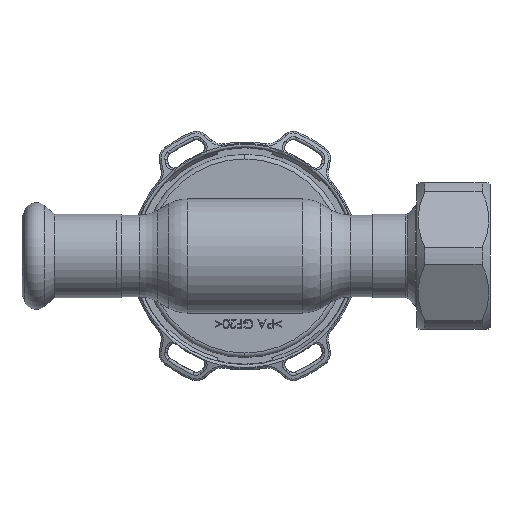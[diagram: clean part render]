
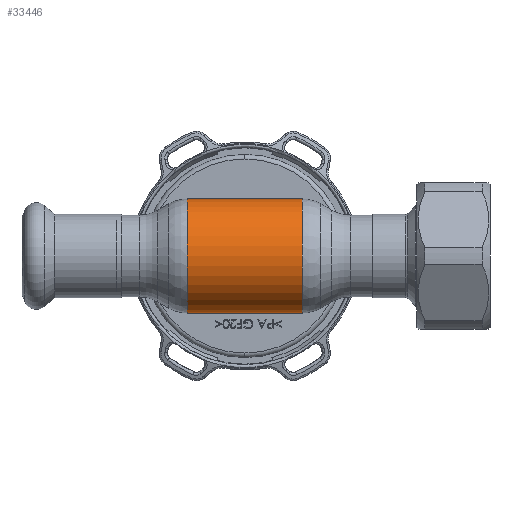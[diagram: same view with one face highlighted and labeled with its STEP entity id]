
A CAD part, front view. The second image highlights one B-rep face of the part: STEP entity #33446.
In plain terms, the highlighted cylindrical face has radius 12.5 mm (diameter 25 mm), a partial arc.
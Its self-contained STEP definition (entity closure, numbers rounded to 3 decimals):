
#962 = CARTESIAN_POINT ( 'NONE',  ( -62.69, 0., 0. ) ) ;
#1089 = LINE ( 'NONE', #12928, #13165 ) ;
#1938 = CARTESIAN_POINT ( 'NONE',  ( -12.606, 0., -12.5 ) ) ;
#2298 = VECTOR ( 'NONE', #16736, 1000. ) ;
#2877 = EDGE_CURVE ( 'NONE', #30020, #29513, #34108, .T. ) ;
#3129 = CARTESIAN_POINT ( 'NONE',  ( -12.606, 0., 12.5 ) ) ;
#5055 = LINE ( 'NONE', #10063, #2298 ) ;
#6457 = DIRECTION ( 'NONE',  ( 0., 0., 1. ) ) ;
#9534 = EDGE_CURVE ( 'NONE', #35452, #26029, #34080, .T. ) ;
#10063 = CARTESIAN_POINT ( 'NONE',  ( -62.69, 0., -12.5 ) ) ;
#12842 = ORIENTED_EDGE ( 'NONE', *, *, #9534, .T. ) ;
#12928 = CARTESIAN_POINT ( 'NONE',  ( -62.69, 0., 12.5 ) ) ;
#13165 = VECTOR ( 'NONE', #18886, 1000. ) ;
#13867 = AXIS2_PLACEMENT_3D ( 'NONE', #962, #36436, #15693 ) ;
#14504 = EDGE_CURVE ( 'NONE', #26029, #29513, #1089, .T. ) ;
#15693 = DIRECTION ( 'NONE',  ( 0., 0., 1. ) ) ;
#16574 = ORIENTED_EDGE ( 'NONE', *, *, #2877, .F. ) ;
#16736 = DIRECTION ( 'NONE',  ( -1., 0., 0. ) ) ;
#18886 = DIRECTION ( 'NONE',  ( -1., 0., 0. ) ) ;
#19262 = AXIS2_PLACEMENT_3D ( 'NONE', #24189, #35896, #21316 ) ;
#21316 = DIRECTION ( 'NONE',  ( 0., 0., 1. ) ) ;
#23721 = CARTESIAN_POINT ( 'NONE',  ( 12.606, 0., 12.5 ) ) ;
#24189 = CARTESIAN_POINT ( 'NONE',  ( 12.606, 0., 0. ) ) ;
#24286 = CARTESIAN_POINT ( 'NONE',  ( -12.606, 0., 0. ) ) ;
#24734 = CYLINDRICAL_SURFACE ( 'NONE', #13867, 12.5 ) ;
#26029 = VERTEX_POINT ( 'NONE', #23721 ) ;
#26774 = DIRECTION ( 'NONE',  ( -1., 0., 0. ) ) ;
#27221 = FACE_OUTER_BOUND ( 'NONE', #31437, .T. ) ;
#29513 = VERTEX_POINT ( 'NONE', #3129 ) ;
#30020 = VERTEX_POINT ( 'NONE', #1938 ) ;
#30630 = ORIENTED_EDGE ( 'NONE', *, *, #14504, .T. ) ;
#31437 = EDGE_LOOP ( 'NONE', ( #32485, #12842, #30630, #16574 ) ) ;
#31667 = AXIS2_PLACEMENT_3D ( 'NONE', #24286, #26774, #6457 ) ;
#32485 = ORIENTED_EDGE ( 'NONE', *, *, #33870, .F. ) ;
#33446 = ADVANCED_FACE ( 'NONE', ( #27221 ), #24734, .T. ) ;
#33870 = EDGE_CURVE ( 'NONE', #35452, #30020, #5055, .T. ) ;
#34080 = CIRCLE ( 'NONE', #19262, 12.5 ) ;
#34108 = CIRCLE ( 'NONE', #31667, 12.5 ) ;
#34474 = CARTESIAN_POINT ( 'NONE',  ( 12.606, 0., -12.5 ) ) ;
#35452 = VERTEX_POINT ( 'NONE', #34474 ) ;
#35896 = DIRECTION ( 'NONE',  ( -1., 0., 0. ) ) ;
#36436 = DIRECTION ( 'NONE',  ( -1., 0., 0. ) ) ;
